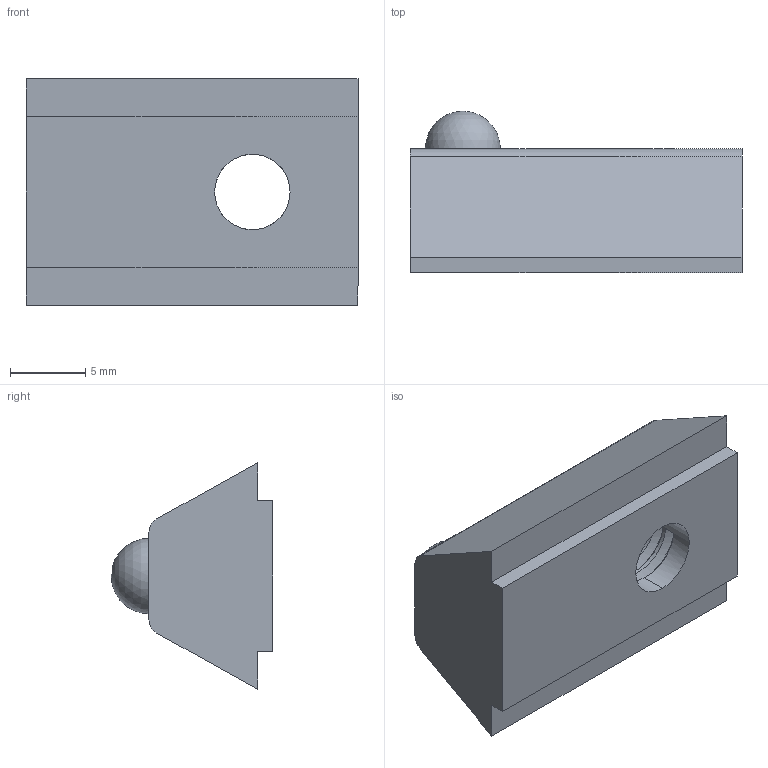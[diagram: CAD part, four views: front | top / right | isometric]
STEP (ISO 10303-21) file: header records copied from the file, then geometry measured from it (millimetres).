
FILE_DESCRIPTION (( 'STEP AP203' ), '1' );
FILE_NAME ('Ò-îáðàçíûé ïàçîâûé ñóõàðü ïàç 10 Ì8 ñ øàðèêîì 45Ñ.STEP', '2022-12-15T08:06:10', ( 'user' ), ( '' ), 'SwSTEP 2.0', 'SolidWorks 2022', '' );
FILE_SCHEMA (( 'CONFIG_CONTROL_DESIGN' ));
Length unit declared in the file: millimetre
Products named in the file (1): Т-образный пазовый сухарь паз 10 М8 с шариком 45С
Bounding box: 22 x 10.7 x 15 mm (x, y, z)
Volume: 1807.4 mm3; surface area: 1247.8 mm2
Topology: 1 solids, 1 shells, 32 faces, 89 edges, 59 vertices
Faces by surface type: cylinder 16, plane 12, bspline 3, sphere 1
Entity records: 1950 total; most frequent: CARTESIAN_POINT 1141, ORIENTED_EDGE 174, DIRECTION 130, EDGE_CURVE 87, VERTEX_POINT 58, LINE 48, VECTOR 48, AXIS2_PLACEMENT_3D 41
